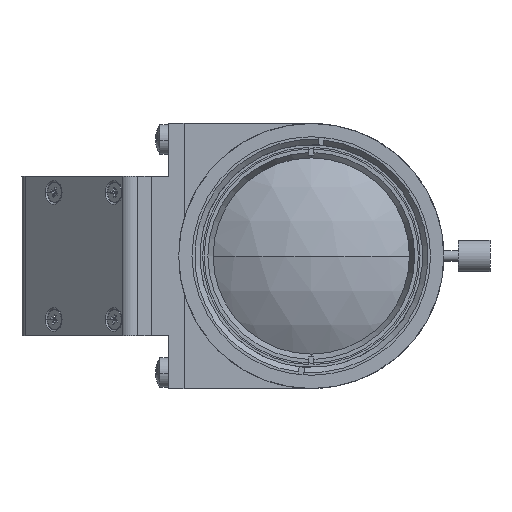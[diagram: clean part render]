
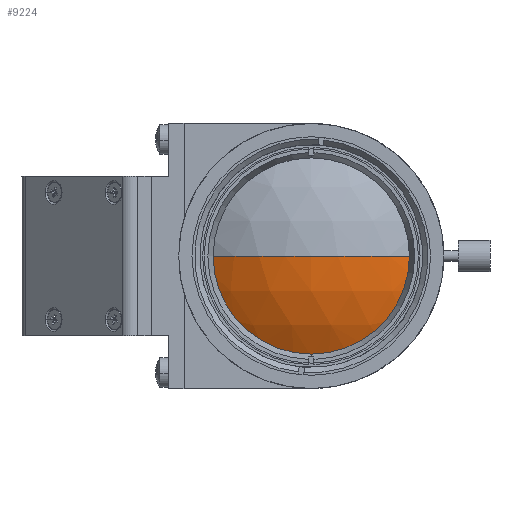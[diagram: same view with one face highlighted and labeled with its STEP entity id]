
A CAD part, left-side view. The second image highlights one B-rep face of the part: STEP entity #9224.
In plain terms, the highlighted spherical face has radius 35.724 mm.
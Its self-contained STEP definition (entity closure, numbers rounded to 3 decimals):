
#322 = CIRCLE ( 'NONE', #7559, 35.724 ) ;
#738 = DIRECTION ( 'NONE',  ( 0., 1., 0. ) ) ;
#934 = DIRECTION ( 'NONE',  ( 1., 0., 0. ) ) ;
#2830 = DIRECTION ( 'NONE',  ( -1., 0., 0. ) ) ;
#3019 = SPHERICAL_SURFACE ( 'NONE', #8612, 35.724 ) ;
#3091 = CARTESIAN_POINT ( 'NONE',  ( 33.767, 0., 0. ) ) ;
#4695 = VERTEX_POINT ( 'NONE', #5909 ) ;
#5295 = CIRCLE ( 'NONE', #5785, 35.724 ) ;
#5301 = CARTESIAN_POINT ( 'NONE',  ( 3.515, 19., 0. ) ) ;
#5763 = EDGE_CURVE ( 'NONE', #14111, #10471, #322, .T. ) ;
#5772 = ORIENTED_EDGE ( 'NONE', *, *, #7131, .T. ) ;
#5785 = AXIS2_PLACEMENT_3D ( 'NONE', #3091, #12390, #9033 ) ;
#5909 = CARTESIAN_POINT ( 'NONE',  ( 3.515, -19., 0. ) ) ;
#7131 = EDGE_CURVE ( 'NONE', #14111, #4695, #14972, .T. ) ;
#7559 = AXIS2_PLACEMENT_3D ( 'NONE', #9289, #10436, #934 ) ;
#7747 = EDGE_CURVE ( 'NONE', #4695, #10471, #5295, .T. ) ;
#8612 = AXIS2_PLACEMENT_3D ( 'NONE', #9139, #13963, #738 ) ;
#8677 = CARTESIAN_POINT ( 'NONE',  ( -1.957, 0., 0. ) ) ;
#9033 = DIRECTION ( 'NONE',  ( 0., 1., 0. ) ) ;
#9139 = CARTESIAN_POINT ( 'NONE',  ( 33.767, 0., 0. ) ) ;
#9224 = ADVANCED_FACE ( 'NONE', ( #10295 ), #3019, .T. ) ;
#9289 = CARTESIAN_POINT ( 'NONE',  ( 33.767, 0., 0. ) ) ;
#9823 = EDGE_LOOP ( 'NONE', ( #5772, #10423, #12190 ) ) ;
#10185 = DIRECTION ( 'NONE',  ( 0., 0., 1. ) ) ;
#10295 = FACE_OUTER_BOUND ( 'NONE', #9823, .T. ) ;
#10423 = ORIENTED_EDGE ( 'NONE', *, *, #7747, .T. ) ;
#10436 = DIRECTION ( 'NONE',  ( 0., 0., 1. ) ) ;
#10471 = VERTEX_POINT ( 'NONE', #8677 ) ;
#12190 = ORIENTED_EDGE ( 'NONE', *, *, #5763, .F. ) ;
#12343 = CARTESIAN_POINT ( 'NONE',  ( 3.515, 0., 0. ) ) ;
#12390 = DIRECTION ( 'NONE',  ( 0., 0., -1. ) ) ;
#12764 = AXIS2_PLACEMENT_3D ( 'NONE', #12343, #2830, #10185 ) ;
#13963 = DIRECTION ( 'NONE',  ( 0., 0., -1. ) ) ;
#14111 = VERTEX_POINT ( 'NONE', #5301 ) ;
#14972 = CIRCLE ( 'NONE', #12764, 19. ) ;
